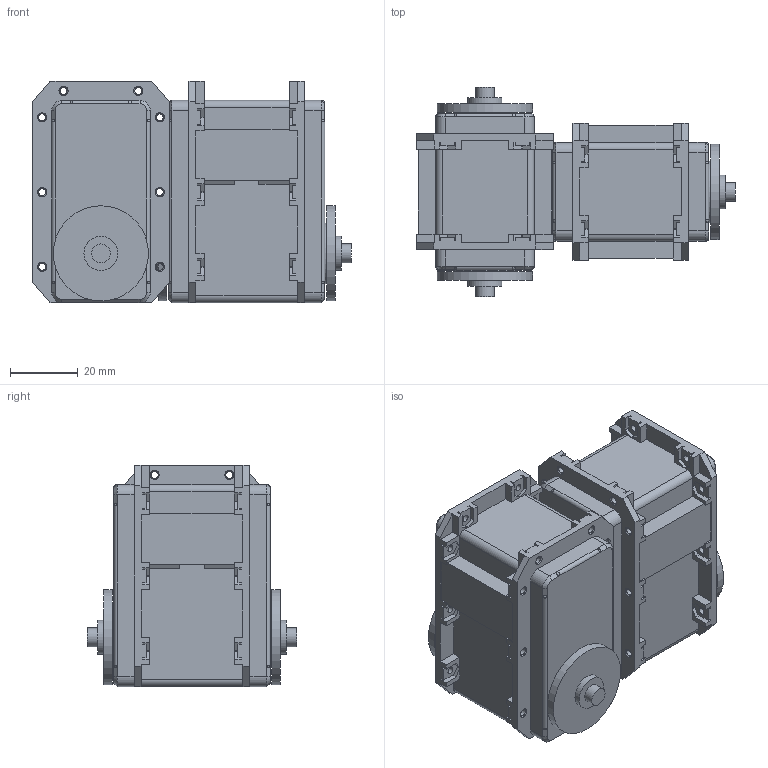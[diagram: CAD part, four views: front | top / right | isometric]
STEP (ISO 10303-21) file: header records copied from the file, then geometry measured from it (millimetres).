
FILE_DESCRIPTION(/* description */ (''),/* implementation_level */ '2;1');
FILE_NAME(/* name */ 'MX-106R.step',/* time_stamp */ '2017-06-24T15:03:39+10:00',/* author */ (''),/* organization */ (''),/* preprocessor_version */ 'ST-DEVELOPER v16.13',/* originating_system */ 'Autodesk Translation Framework v6.1.1.50',/* authorisation */ '');
FILE_SCHEMA (('AUTOMOTIVE_DESIGN { 1 0 10303 214 3 1 1 }'));
Length unit declared in the file: millimetre
Products named in the file (1): MX-106R v2
Bounding box: 93.8 x 61.6 x 65.1 mm (x, y, z)
Volume: 183632.5 mm3; surface area: 35833.9 mm2
Topology: 1 solids, 1 shells, 736 faces, 2172 edges, 1409 vertices
Faces by surface type: plane 577, cylinder 87, cone 48, sphere 24
Full cylindrical faces by diameter (mm): 2.05 x32, 5.5 x4, 10 x4, 18 x4, 28 x3
Entity records: 23924 total; most frequent: CARTESIAN_POINT 4257, ORIENTED_EDGE 4168, DIRECTION 3834, EDGE_CURVE 2084, LINE 1796, VECTOR 1796, VERTEX_POINT 1400, AXIS2_PLACEMENT_3D 1019
